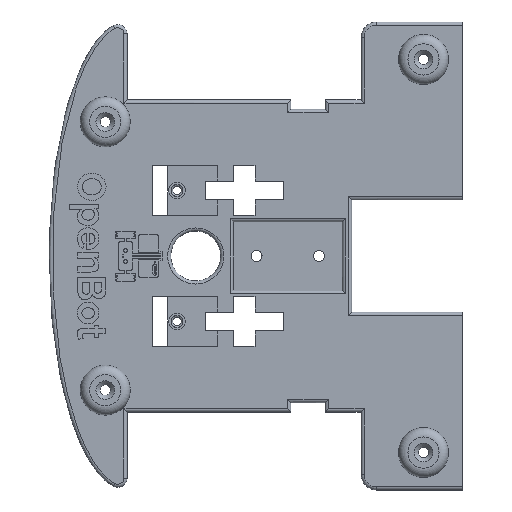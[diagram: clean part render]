
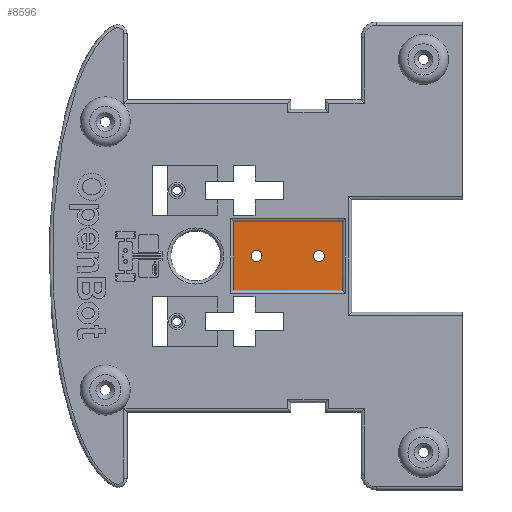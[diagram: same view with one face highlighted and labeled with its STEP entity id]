
A CAD part, top view. The second image highlights one B-rep face of the part: STEP entity #8596.
In plain terms, the highlighted planar face has unit normal (0, 0, 1).
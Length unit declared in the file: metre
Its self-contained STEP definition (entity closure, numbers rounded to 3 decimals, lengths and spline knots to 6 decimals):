
#693=CIRCLE('',#9234,0.00175);
#695=CIRCLE('',#9238,0.00175);
#1673=ORIENTED_EDGE('',*,*,#4166,.F.);
#1674=ORIENTED_EDGE('',*,*,#4168,.F.);
#1675=ORIENTED_EDGE('',*,*,#4170,.F.);
#1676=ORIENTED_EDGE('',*,*,#4171,.F.);
#1677=ORIENTED_EDGE('',*,*,#4172,.F.);
#1678=ORIENTED_EDGE('',*,*,#4173,.F.);
#4166=EDGE_CURVE('',#5416,#5416,#693,.T.);
#4168=EDGE_CURVE('',#5418,#5418,#695,.T.);
#4170=EDGE_CURVE('',#5420,#5421,#6202,.T.);
#4171=EDGE_CURVE('',#5422,#5420,#6203,.T.);
#4172=EDGE_CURVE('',#5423,#5422,#6204,.T.);
#4173=EDGE_CURVE('',#5421,#5423,#6205,.T.);
#5416=VERTEX_POINT('',#12970);
#5418=VERTEX_POINT('',#12976);
#5420=VERTEX_POINT('',#12982);
#5421=VERTEX_POINT('',#12983);
#5422=VERTEX_POINT('',#12985);
#5423=VERTEX_POINT('',#12987);
#6202=LINE('',#12981,#6811);
#6203=LINE('',#12984,#6812);
#6204=LINE('',#12986,#6813);
#6205=LINE('',#12988,#6814);
#6811=VECTOR('',#10467,1.);
#6812=VECTOR('',#10468,1.);
#6813=VECTOR('',#10469,1.);
#6814=VECTOR('',#10470,1.);
#7241=EDGE_LOOP('',(#1673));
#7242=EDGE_LOOP('',(#1674));
#7243=EDGE_LOOP('',(#1675,#1676,#1677,#1678));
#7836=FACE_BOUND('',#7241,.T.);
#7837=FACE_BOUND('',#7242,.T.);
#7838=FACE_BOUND('',#7243,.T.);
#8365=PLANE('',#9241);
#8596=ADVANCED_FACE('',(#7836,#7837,#7838),#8365,.F.);
#9234=AXIS2_PLACEMENT_3D('',#12969,#10451,#10452);
#9238=AXIS2_PLACEMENT_3D('',#12975,#10459,#10460);
#9241=AXIS2_PLACEMENT_3D('',#12980,#10465,#10466);
#10451=DIRECTION('',(0.,0.,1.));
#10452=DIRECTION('',(-1.,0.,0.));
#10459=DIRECTION('',(0.,0.,1.));
#10460=DIRECTION('',(-1.,0.,0.));
#10465=DIRECTION('',(0.,0.,-1.));
#10466=DIRECTION('',(-1.,0.,0.));
#10467=DIRECTION('',(-1.,0.,0.));
#10468=DIRECTION('',(0.,-1.,0.));
#10469=DIRECTION('',(1.,0.,0.));
#10470=DIRECTION('',(0.,1.,0.));
#12969=CARTESIAN_POINT('',(-0.0285,0.01,0.002));
#12970=CARTESIAN_POINT('',(-0.03025,0.01,0.002));
#12975=CARTESIAN_POINT('',(-0.0485,0.01,0.002));
#12976=CARTESIAN_POINT('',(-0.05025,0.01,0.002));
#12980=CARTESIAN_POINT('',(0.005,0.01,0.002));
#12981=CARTESIAN_POINT('',(-0.021,-0.001,0.002));
#12982=CARTESIAN_POINT('',(-0.021,-0.001,0.002));
#12983=CARTESIAN_POINT('',(-0.056,-0.001,0.002));
#12984=CARTESIAN_POINT('',(-0.021,0.021,0.002));
#12985=CARTESIAN_POINT('',(-0.021,0.021,0.002));
#12986=CARTESIAN_POINT('',(-0.056,0.021,0.002));
#12987=CARTESIAN_POINT('',(-0.056,0.021,0.002));
#12988=CARTESIAN_POINT('',(-0.056,-0.001,0.002));
